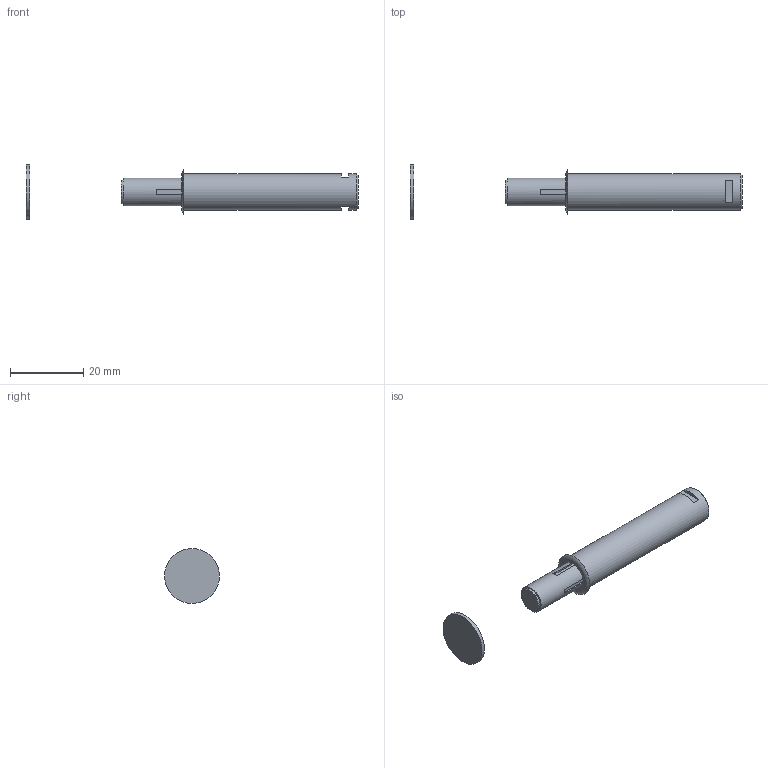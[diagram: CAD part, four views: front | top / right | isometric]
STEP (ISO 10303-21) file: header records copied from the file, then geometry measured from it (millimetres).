
FILE_DESCRIPTION(/* description */ (''),/* implementation_level */ '2;1');
FILE_NAME(/* name */ 'AM-OWM-KR + płytka.stp',/* time_stamp */ '2019-11-27T14:40:38+01:00',/* author */ ('tomaszw'),/* organization */ (''),/* preprocessor_version */ 'ST-DEVELOPER v17.2',/* originating_system */ 'Autodesk Inventor 2019',/* authorisation */ '');
FILE_SCHEMA (('AUTOMOTIVE_DESIGN { 1 0 10303 214 3 1 1 }'));
Length unit declared in the file: millimetre
Products named in the file (4): Zespół1; Część1; Część2; Część6
Assembly tree (3 placements, depth 2):
  Zespół1
    Część1
    Część2
    Część6
Bounding box: 90.5 x 14.99 x 14.99 mm (x, y, z)
Volume: 4118.2 mm3; surface area: 3366 mm2
Topology: 4 solids, 4 shells, 41 faces, 84 edges, 56 vertices
Faces by surface type: plane 33, cylinder 6, cone 1, torus 1
Full cylindrical faces by diameter (mm): 6.4 x1, 6.6 x1, 7.6 x1, 8 x1, 10 x1, 15 x1
Entity records: 1229 total; most frequent: DIRECTION 209, CARTESIAN_POINT 188, ORIENTED_EDGE 168, EDGE_CURVE 84, AXIS2_PLACEMENT_3D 77, VERTEX_POINT 56, LINE 55, VECTOR 55
